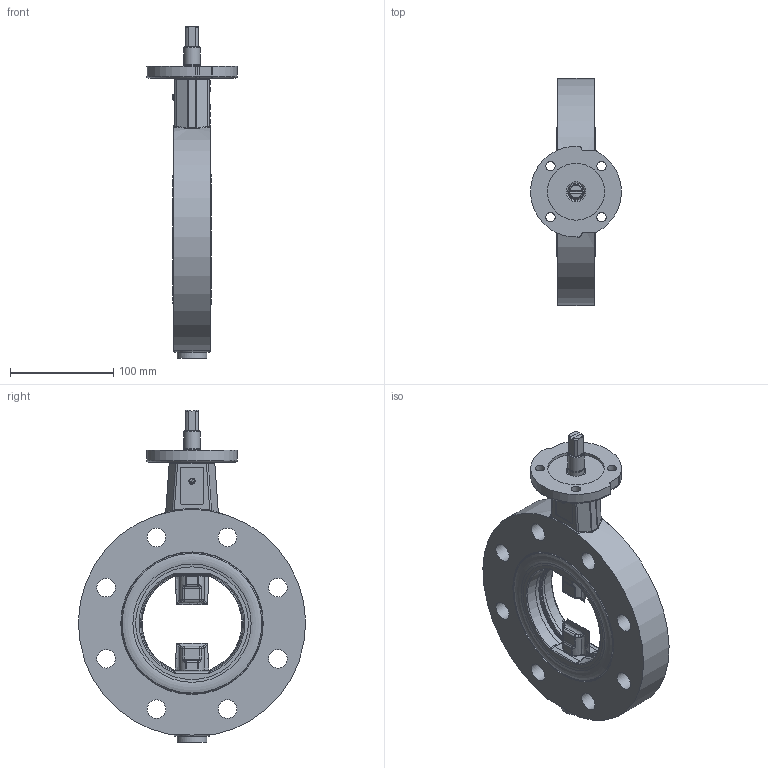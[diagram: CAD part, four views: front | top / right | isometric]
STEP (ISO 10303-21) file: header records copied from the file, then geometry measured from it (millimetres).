
FILE_DESCRIPTION((''),'2;1');
FILE_NAME('Z014-WN-DN100-PN10.stp','2008-02-13T15:59:46',('hellwig'),(''),'Autodesk Inventor 11','Autodesk Inventor 11','');
FILE_SCHEMA(('AUTOMOTIVE_DESIGN { 1 0 10303 214 1 1 1 1 }'));
Length unit declared in the file: millimetre
Products named in the file (1): Bauteil1
Bounding box: 87.68 x 219.96 x 321.45 mm (x, y, z)
Volume: 1151543.9 mm3; surface area: 182468.3 mm2
Topology: 2 solids, 9 shells, 724 faces, 1786 edges, 1110 vertices
Faces by surface type: plane 273, bspline 196, cylinder 162, torus 42, cone 31, sphere 20
Full cylindrical faces by diameter (mm): 4 x1, 4.917 x1, 6 x1, 12.3 x1, 12.8 x3, 13 x1, 15.2 x1, 15.5 x1, 16 x7, 16.2 x3, 16.35 x3, 18 x8, 20.95 x3, 21 x2, 22.4 x2, 24 x1, 29 x1, 55.1 x1, 129 x2, 129.8 x2, 136.6 x2, 138 x2
Entity records: 30391 total; most frequent: CARTESIAN_POINT 15085, ORIENTED_EDGE 3266, DIRECTION 2742, EDGE_CURVE 1633, VERTEX_POINT 1075, AXIS2_PLACEMENT_3D 1027, EDGE_LOOP 909, FACE_OUTER_BOUND 724
